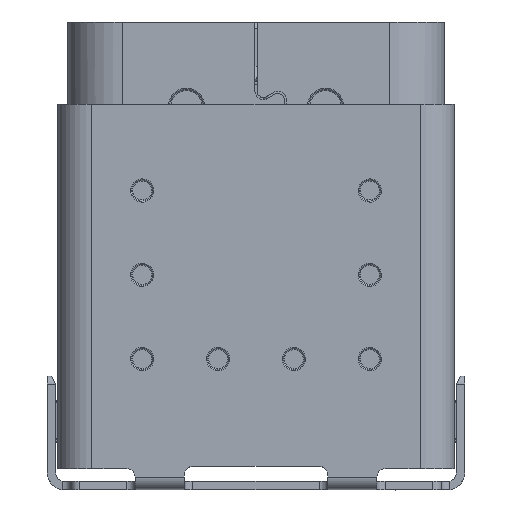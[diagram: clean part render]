
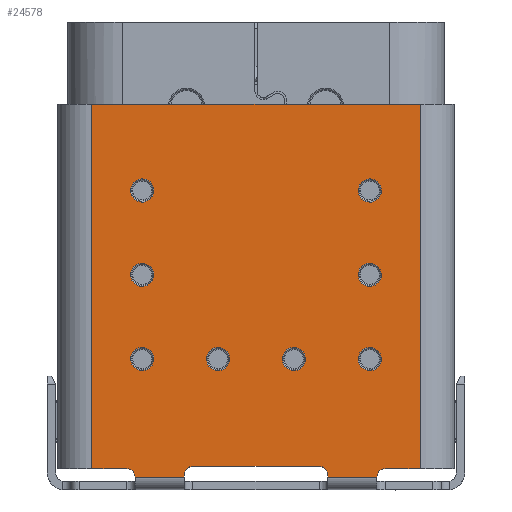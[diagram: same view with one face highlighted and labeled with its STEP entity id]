
A CAD part, top view. The second image highlights one B-rep face of the part: STEP entity #24578.
In plain terms, the highlighted planar face has unit normal (0, 0, 1).
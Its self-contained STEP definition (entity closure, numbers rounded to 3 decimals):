
#73=FACE_BOUND('',#2032,.T.);
#74=FACE_BOUND('',#2033,.T.);
#75=FACE_BOUND('',#2034,.T.);
#76=FACE_BOUND('',#2035,.T.);
#77=FACE_BOUND('',#2036,.T.);
#78=FACE_BOUND('',#2037,.T.);
#79=FACE_BOUND('',#2038,.T.);
#80=FACE_BOUND('',#2039,.T.);
#687=FACE_OUTER_BOUND('',#2031,.T.);
#2031=EDGE_LOOP('',(#16792,#16793,#16794,#16795,#16796,#16797,#16798,#16799,
#16800,#16801,#16802,#16803,#16804,#16805));
#2032=EDGE_LOOP('',(#16806));
#2033=EDGE_LOOP('',(#16807));
#2034=EDGE_LOOP('',(#16808));
#2035=EDGE_LOOP('',(#16809));
#2036=EDGE_LOOP('',(#16810));
#2037=EDGE_LOOP('',(#16811));
#2038=EDGE_LOOP('',(#16812));
#2039=EDGE_LOOP('',(#16813));
#3467=CIRCLE('',#25920,0.2);
#3472=CIRCLE('',#25929,0.2);
#3473=CIRCLE('',#25932,0.2);
#3478=CIRCLE('',#25941,0.2);
#3571=CIRCLE('',#26110,0.275);
#3572=CIRCLE('',#26111,0.275);
#3573=CIRCLE('',#26112,0.275);
#3574=CIRCLE('',#26113,0.275);
#3575=CIRCLE('',#26114,0.275);
#3576=CIRCLE('',#26115,0.275);
#3577=CIRCLE('',#26116,0.275);
#3578=CIRCLE('',#26117,0.275);
#4259=LINE('',#35438,#7094);
#4275=LINE('',#35507,#7110);
#4281=LINE('',#35529,#7116);
#4283=LINE('',#35536,#7118);
#4286=LINE('',#35544,#7121);
#4292=LINE('',#35566,#7127);
#4470=LINE('',#36119,#7305);
#4471=LINE('',#36121,#7306);
#4472=LINE('',#36122,#7307);
#4473=LINE('',#36123,#7308);
#7094=VECTOR('',#28194,7.8);
#7110=VECTOR('',#28272,0.83);
#7116=VECTOR('',#28296,0.05);
#7118=VECTOR('',#28304,3.);
#7121=VECTOR('',#28313,0.05);
#7127=VECTOR('',#28337,0.83);
#7305=VECTOR('',#28847,8.65);
#7306=VECTOR('',#28850,1.17);
#7307=VECTOR('',#28851,1.17);
#7308=VECTOR('',#28852,8.65);
#9969=VERTEX_POINT('',#35435);
#9970=VERTEX_POINT('',#35437);
#9988=VERTEX_POINT('',#35497);
#9992=VERTEX_POINT('',#35505);
#9993=VERTEX_POINT('',#35509);
#9997=VERTEX_POINT('',#35523);
#9999=VERTEX_POINT('',#35527);
#10000=VERTEX_POINT('',#35531);
#10001=VERTEX_POINT('',#35535);
#10002=VERTEX_POINT('',#35539);
#10003=VERTEX_POINT('',#35543);
#10007=VERTEX_POINT('',#35555);
#10009=VERTEX_POINT('',#35561);
#10010=VERTEX_POINT('',#35565);
#10210=VERTEX_POINT('',#36124);
#10211=VERTEX_POINT('',#36126);
#10212=VERTEX_POINT('',#36128);
#10213=VERTEX_POINT('',#36130);
#10214=VERTEX_POINT('',#36132);
#10215=VERTEX_POINT('',#36134);
#10216=VERTEX_POINT('',#36136);
#10217=VERTEX_POINT('',#36138);
#12415=EDGE_CURVE('',#9969,#9970,#4259,.T.);
#12450=EDGE_CURVE('',#9992,#9988,#4275,.T.);
#12452=EDGE_CURVE('',#9988,#9993,#3467,.T.);
#12461=EDGE_CURVE('',#9999,#9997,#4281,.T.);
#12463=EDGE_CURVE('',#9997,#10000,#3472,.T.);
#12464=EDGE_CURVE('',#10000,#10001,#4283,.T.);
#12467=EDGE_CURVE('',#10001,#10002,#3473,.T.);
#12468=EDGE_CURVE('',#10002,#10003,#4286,.T.);
#12478=EDGE_CURVE('',#10007,#10009,#3478,.T.);
#12479=EDGE_CURVE('',#10009,#10010,#4292,.T.);
#12752=EDGE_CURVE('',#10010,#9969,#4470,.T.);
#12753=EDGE_CURVE('',#10007,#10003,#4471,.T.);
#12754=EDGE_CURVE('',#9999,#9993,#4472,.T.);
#12755=EDGE_CURVE('',#9992,#9970,#4473,.T.);
#12756=EDGE_CURVE('',#10210,#10210,#3571,.T.);
#12757=EDGE_CURVE('',#10211,#10211,#3572,.T.);
#12758=EDGE_CURVE('',#10212,#10212,#3573,.T.);
#12759=EDGE_CURVE('',#10213,#10213,#3574,.T.);
#12760=EDGE_CURVE('',#10214,#10214,#3575,.T.);
#12761=EDGE_CURVE('',#10215,#10215,#3576,.T.);
#12762=EDGE_CURVE('',#10216,#10216,#3577,.T.);
#12763=EDGE_CURVE('',#10217,#10217,#3578,.T.);
#16792=ORIENTED_EDGE('',*,*,#12415,.F.);
#16793=ORIENTED_EDGE('',*,*,#12752,.F.);
#16794=ORIENTED_EDGE('',*,*,#12479,.F.);
#16795=ORIENTED_EDGE('',*,*,#12478,.F.);
#16796=ORIENTED_EDGE('',*,*,#12753,.T.);
#16797=ORIENTED_EDGE('',*,*,#12468,.F.);
#16798=ORIENTED_EDGE('',*,*,#12467,.F.);
#16799=ORIENTED_EDGE('',*,*,#12464,.F.);
#16800=ORIENTED_EDGE('',*,*,#12463,.F.);
#16801=ORIENTED_EDGE('',*,*,#12461,.F.);
#16802=ORIENTED_EDGE('',*,*,#12754,.T.);
#16803=ORIENTED_EDGE('',*,*,#12452,.F.);
#16804=ORIENTED_EDGE('',*,*,#12450,.F.);
#16805=ORIENTED_EDGE('',*,*,#12755,.T.);
#16806=ORIENTED_EDGE('',*,*,#12756,.F.);
#16807=ORIENTED_EDGE('',*,*,#12757,.F.);
#16808=ORIENTED_EDGE('',*,*,#12758,.F.);
#16809=ORIENTED_EDGE('',*,*,#12759,.F.);
#16810=ORIENTED_EDGE('',*,*,#12760,.F.);
#16811=ORIENTED_EDGE('',*,*,#12761,.F.);
#16812=ORIENTED_EDGE('',*,*,#12762,.F.);
#16813=ORIENTED_EDGE('',*,*,#12763,.F.);
#23603=PLANE('',#26109);
#24578=ADVANCED_FACE('',(#687,#73,#74,#75,#76,#77,#78,#79,#80),#23603,.T.);
#25920=AXIS2_PLACEMENT_3D('',#35511,#28276,#28277);
#25929=AXIS2_PLACEMENT_3D('',#35533,#28300,#28301);
#25932=AXIS2_PLACEMENT_3D('',#35541,#28309,#28310);
#25941=AXIS2_PLACEMENT_3D('',#35563,#28333,#28334);
#26109=AXIS2_PLACEMENT_3D('',#36120,#28848,#28849);
#26110=AXIS2_PLACEMENT_3D('',#36125,#28853,#28854);
#26111=AXIS2_PLACEMENT_3D('',#36127,#28855,#28856);
#26112=AXIS2_PLACEMENT_3D('',#36129,#28857,#28858);
#26113=AXIS2_PLACEMENT_3D('',#36131,#28859,#28860);
#26114=AXIS2_PLACEMENT_3D('',#36133,#28861,#28862);
#26115=AXIS2_PLACEMENT_3D('',#36135,#28863,#28864);
#26116=AXIS2_PLACEMENT_3D('',#36137,#28865,#28866);
#26117=AXIS2_PLACEMENT_3D('',#36139,#28867,#28868);
#28194=DIRECTION('',(1.,0.,0.));
#28272=DIRECTION('',(-1.,0.,0.));
#28276=DIRECTION('center_axis',(0.,0.,1.));
#28277=DIRECTION('ref_axis',(0.,1.,0.));
#28296=DIRECTION('',(0.,1.,0.));
#28300=DIRECTION('center_axis',(0.,0.,1.));
#28301=DIRECTION('ref_axis',(1.,0.,0.));
#28304=DIRECTION('',(-1.,0.,0.));
#28309=DIRECTION('center_axis',(0.,0.,1.));
#28310=DIRECTION('ref_axis',(0.,1.,0.));
#28313=DIRECTION('',(0.,-1.,0.));
#28333=DIRECTION('center_axis',(0.,0.,1.));
#28334=DIRECTION('ref_axis',(1.,0.,0.));
#28337=DIRECTION('',(-1.,0.,0.));
#28847=DIRECTION('',(0.,1.,0.));
#28848=DIRECTION('center_axis',(0.,0.,1.));
#28849=DIRECTION('ref_axis',(1.,0.,0.));
#28850=DIRECTION('',(1.,0.,0.));
#28851=DIRECTION('',(1.,0.,0.));
#28852=DIRECTION('',(0.,1.,0.));
#28853=DIRECTION('center_axis',(0.,0.,1.));
#28854=DIRECTION('ref_axis',(-1.,0.,0.));
#28855=DIRECTION('center_axis',(0.,0.,1.));
#28856=DIRECTION('ref_axis',(-1.,0.,0.));
#28857=DIRECTION('center_axis',(0.,0.,1.));
#28858=DIRECTION('ref_axis',(-1.,0.,0.));
#28859=DIRECTION('center_axis',(0.,0.,1.));
#28860=DIRECTION('ref_axis',(-1.,0.,0.));
#28861=DIRECTION('center_axis',(0.,0.,1.));
#28862=DIRECTION('ref_axis',(-1.,0.,0.));
#28863=DIRECTION('center_axis',(0.,0.,1.));
#28864=DIRECTION('ref_axis',(-1.,0.,0.));
#28865=DIRECTION('center_axis',(0.,0.,1.));
#28866=DIRECTION('ref_axis',(-1.,0.,0.));
#28867=DIRECTION('center_axis',(0.,0.,1.));
#28868=DIRECTION('ref_axis',(-1.,0.,0.));
#35435=CARTESIAN_POINT('',(0.26,8.65,0.5));
#35437=CARTESIAN_POINT('',(8.06,8.65,0.5));
#35438=CARTESIAN_POINT('',(0.26,8.65,0.5));
#35497=CARTESIAN_POINT('',(7.23,0.,0.5));
#35505=CARTESIAN_POINT('',(8.06,0.,0.5));
#35507=CARTESIAN_POINT('',(8.06,0.,0.5));
#35509=CARTESIAN_POINT('',(7.03,-0.2,0.5));
#35511=CARTESIAN_POINT('Origin',(7.23,-0.2,0.5));
#35523=CARTESIAN_POINT('',(5.86,-0.15,0.5));
#35527=CARTESIAN_POINT('',(5.86,-0.2,0.5));
#35529=CARTESIAN_POINT('',(5.86,-0.2,0.5));
#35531=CARTESIAN_POINT('',(5.66,0.05,0.5));
#35533=CARTESIAN_POINT('Origin',(5.66,-0.15,0.5));
#35535=CARTESIAN_POINT('',(2.66,0.05,0.5));
#35536=CARTESIAN_POINT('',(5.66,0.05,0.5));
#35539=CARTESIAN_POINT('',(2.46,-0.15,0.5));
#35541=CARTESIAN_POINT('Origin',(2.66,-0.15,0.5));
#35543=CARTESIAN_POINT('',(2.46,-0.2,0.5));
#35544=CARTESIAN_POINT('',(2.46,-0.15,0.5));
#35555=CARTESIAN_POINT('',(1.29,-0.2,0.5));
#35561=CARTESIAN_POINT('',(1.09,0.,0.5));
#35563=CARTESIAN_POINT('Origin',(1.09,-0.2,0.5));
#35565=CARTESIAN_POINT('',(0.26,0.,0.5));
#35566=CARTESIAN_POINT('',(1.09,0.,0.5));
#36119=CARTESIAN_POINT('',(0.26,0.,0.5));
#36120=CARTESIAN_POINT('Origin',(4.16,4.225,0.5));
#36121=CARTESIAN_POINT('',(1.29,-0.2,0.5));
#36122=CARTESIAN_POINT('',(5.86,-0.2,0.5));
#36123=CARTESIAN_POINT('',(8.06,0.,0.5));
#36124=CARTESIAN_POINT('',(4.787,2.564,0.5));
#36125=CARTESIAN_POINT('Origin',(5.06,2.6,0.5));
#36126=CARTESIAN_POINT('',(2.987,2.564,0.5));
#36127=CARTESIAN_POINT('Origin',(3.26,2.6,0.5));
#36128=CARTESIAN_POINT('',(1.187,2.564,0.5));
#36129=CARTESIAN_POINT('Origin',(1.46,2.6,0.5));
#36130=CARTESIAN_POINT('',(1.187,4.564,0.5));
#36131=CARTESIAN_POINT('Origin',(1.46,4.6,0.5));
#36132=CARTESIAN_POINT('',(6.587,4.564,0.5));
#36133=CARTESIAN_POINT('Origin',(6.86,4.6,0.5));
#36134=CARTESIAN_POINT('',(6.587,2.564,0.5));
#36135=CARTESIAN_POINT('Origin',(6.86,2.6,0.5));
#36136=CARTESIAN_POINT('',(6.587,6.564,0.5));
#36137=CARTESIAN_POINT('Origin',(6.86,6.6,0.5));
#36138=CARTESIAN_POINT('',(1.187,6.564,0.5));
#36139=CARTESIAN_POINT('Origin',(1.46,6.6,0.5));
